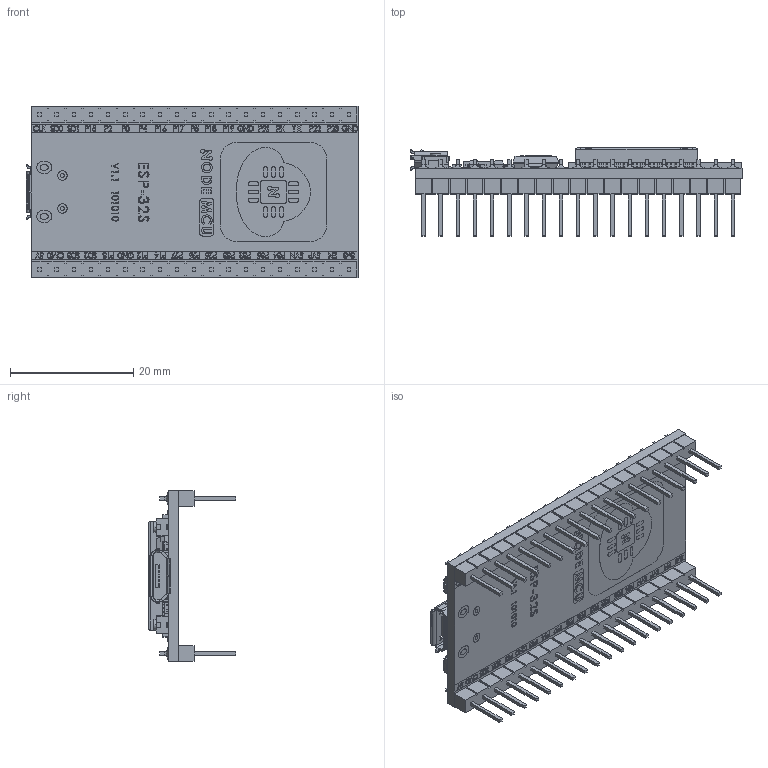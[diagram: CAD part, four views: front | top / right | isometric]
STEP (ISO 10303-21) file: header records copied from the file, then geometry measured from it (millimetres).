
FILE_DESCRIPTION(('FreeCAD Model'),'2;1');
FILE_NAME('Open CASCADE Shape Model','2025-04-27T14:37:44',('FreeCAD'),( 'FreeCAD'),'Open CASCADE STEP processor 7.6','FreeCAD','Unknown');
FILE_SCHEMA(('AUTOMOTIVE_DESIGN { 1 0 10303 214 1 1 1 1 }'));
Products named in the file (1): Open CASCADE STEP translator 7.6 1
Bounding box: 53.92 x 14.29 x 27.93 mm (x, y, z)
Volume: 4570.3 mm3; surface area: 8833.5 mm2
Topology: 322 solids, 360 shells, 8328 faces, 20875 edges, 13662 vertices
Faces by surface type: bspline 8328
Entity records: 300414 total; most frequent: CARTESIAN_POINT 169995, ORIENTED_EDGE 41670, EDGE_CURVE 20835, B_SPLINE_CURVE_WITH_KNOTS 19577, VERTEX_POINT 13662, FACE_BOUND 8973, EDGE_LOOP 8973, ADVANCED_FACE 8328
